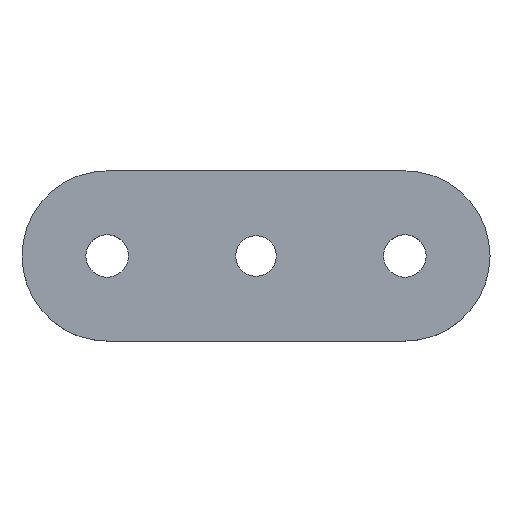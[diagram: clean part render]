
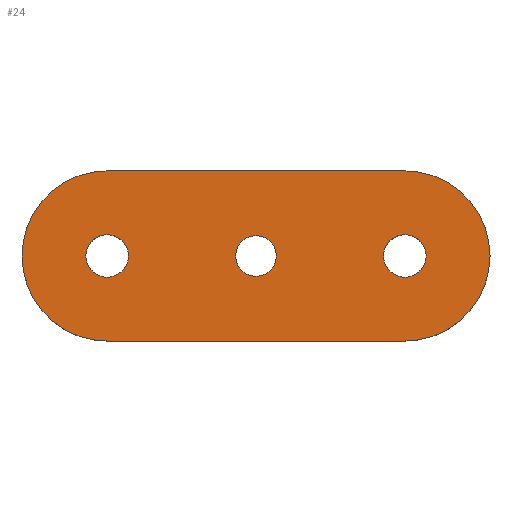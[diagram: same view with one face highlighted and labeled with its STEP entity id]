
A CAD part, top view. The second image highlights one B-rep face of the part: STEP entity #24.
In plain terms, the highlighted planar face has unit normal (0, 0, 1).
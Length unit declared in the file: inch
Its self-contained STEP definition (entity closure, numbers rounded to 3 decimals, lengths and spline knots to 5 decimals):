
#15 = EDGE_LOOP ( 'NONE', ( #126, #297 ) ) ;
#18 = VERTEX_POINT ( 'NONE', #450 ) ;
#22 = AXIS2_PLACEMENT_3D ( 'NONE', #214, #254, #64 ) ;
#24 = ADVANCED_FACE ( 'NONE', ( #294, #376, #256, #99 ), #173, .T. ) ;
#30 = CARTESIAN_POINT ( 'NONE',  ( -0.55118, 0., 0.09 ) ) ;
#33 = VERTEX_POINT ( 'NONE', #296 ) ;
#42 = CIRCLE ( 'NONE', #329, 0.07874 ) ;
#54 = VERTEX_POINT ( 'NONE', #98 ) ;
#59 = EDGE_CURVE ( 'NONE', #128, #33, #119, .T. ) ;
#64 = DIRECTION ( 'NONE',  ( 1., 0., 0. ) ) ;
#66 = VECTOR ( 'NONE', #144, 39.37008 ) ;
#67 = CARTESIAN_POINT ( 'NONE',  ( 0., 0., 0.09 ) ) ;
#69 = EDGE_CURVE ( 'NONE', #147, #85, #328, .T. ) ;
#77 = EDGE_CURVE ( 'NONE', #54, #191, #284, .T. ) ;
#83 = VERTEX_POINT ( 'NONE', #340 ) ;
#85 = VERTEX_POINT ( 'NONE', #371 ) ;
#91 = DIRECTION ( 'NONE',  ( 1., 0., 0. ) ) ;
#94 = DIRECTION ( 'NONE',  ( 0., 0., 1. ) ) ;
#97 = CARTESIAN_POINT ( 'NONE',  ( -0.55118, 0., 0.09 ) ) ;
#98 = CARTESIAN_POINT ( 'NONE',  ( -0.47244, 0., 0.09 ) ) ;
#99 = FACE_BOUND ( 'NONE', #456, .T. ) ;
#102 = ORIENTED_EDGE ( 'NONE', *, *, #77, .F. ) ;
#105 = DIRECTION ( 'NONE',  ( 0., 0., 1. ) ) ;
#112 = AXIS2_PLACEMENT_3D ( 'NONE', #137, #105, #218 ) ;
#116 = CARTESIAN_POINT ( 'NONE',  ( -0.55118, 0., 0.09 ) ) ;
#119 = CIRCLE ( 'NONE', #179, 0.075 ) ;
#122 = ORIENTED_EDGE ( 'NONE', *, *, #330, .F. ) ;
#126 = ORIENTED_EDGE ( 'NONE', *, *, #217, .F. ) ;
#127 = DIRECTION ( 'NONE',  ( 0., 0., 1. ) ) ;
#128 = VERTEX_POINT ( 'NONE', #183 ) ;
#132 = VERTEX_POINT ( 'NONE', #349 ) ;
#137 = CARTESIAN_POINT ( 'NONE',  ( 0., 0., 0.09 ) ) ;
#141 = AXIS2_PLACEMENT_3D ( 'NONE', #260, #342, #381 ) ;
#143 = ORIENTED_EDGE ( 'NONE', *, *, #69, .T. ) ;
#144 = DIRECTION ( 'NONE',  ( 1., 0., 0. ) ) ;
#147 = VERTEX_POINT ( 'NONE', #187 ) ;
#152 = CARTESIAN_POINT ( 'NONE',  ( 0.47244, 0., 0.09 ) ) ;
#155 = DIRECTION ( 'NONE',  ( 0., 0., 1. ) ) ;
#172 = CIRCLE ( 'NONE', #408, 0.31496 ) ;
#173 = PLANE ( 'NONE',  #112 ) ;
#176 = DIRECTION ( 'NONE',  ( 0., 0., 1. ) ) ;
#179 = AXIS2_PLACEMENT_3D ( 'NONE', #67, #406, #486 ) ;
#183 = CARTESIAN_POINT ( 'NONE',  ( 0.075, 0., 0.09 ) ) ;
#186 = VECTOR ( 'NONE', #269, 39.37008 ) ;
#187 = CARTESIAN_POINT ( 'NONE',  ( -0.86614, 0., 0.09 ) ) ;
#191 = VERTEX_POINT ( 'NONE', #347 ) ;
#200 = DIRECTION ( 'NONE',  ( 1., 0., 0. ) ) ;
#201 = ORIENTED_EDGE ( 'NONE', *, *, #426, .F. ) ;
#214 = CARTESIAN_POINT ( 'NONE',  ( -0.55118, 0., 0.09 ) ) ;
#217 = EDGE_CURVE ( 'NONE', #33, #128, #445, .T. ) ;
#218 = DIRECTION ( 'NONE',  ( 1., 0., 0. ) ) ;
#222 = DIRECTION ( 'NONE',  ( 1., 0., 0. ) ) ;
#226 = AXIS2_PLACEMENT_3D ( 'NONE', #30, #441, #222 ) ;
#246 = VERTEX_POINT ( 'NONE', #500 ) ;
#254 = DIRECTION ( 'NONE',  ( 0., 0., 1. ) ) ;
#256 = FACE_BOUND ( 'NONE', #407, .T. ) ;
#257 = AXIS2_PLACEMENT_3D ( 'NONE', #476, #127, #91 ) ;
#258 = EDGE_CURVE ( 'NONE', #85, #18, #384, .T. ) ;
#260 = CARTESIAN_POINT ( 'NONE',  ( 0., 0., 0.09 ) ) ;
#265 = CIRCLE ( 'NONE', #403, 0.07874 ) ;
#269 = DIRECTION ( 'NONE',  ( 1., 0., 0. ) ) ;
#278 = CARTESIAN_POINT ( 'NONE',  ( 0.55118, 0., 0.09 ) ) ;
#284 = CIRCLE ( 'NONE', #22, 0.07874 ) ;
#294 = FACE_BOUND ( 'NONE', #15, .T. ) ;
#296 = CARTESIAN_POINT ( 'NONE',  ( -0.075, 0., 0.09 ) ) ;
#297 = ORIENTED_EDGE ( 'NONE', *, *, #59, .F. ) ;
#300 = CARTESIAN_POINT ( 'NONE',  ( 0., -0.31496, 0.09 ) ) ;
#314 = DIRECTION ( 'NONE',  ( 1., 0., 0. ) ) ;
#328 = CIRCLE ( 'NONE', #226, 0.31496 ) ;
#329 = AXIS2_PLACEMENT_3D ( 'NONE', #278, #391, #200 ) ;
#330 = EDGE_CURVE ( 'NONE', #132, #246, #463, .T. ) ;
#340 = CARTESIAN_POINT ( 'NONE',  ( 0.62992, 0., 0.09 ) ) ;
#342 = DIRECTION ( 'NONE',  ( 0., 0., 1. ) ) ;
#343 = EDGE_CURVE ( 'NONE', #132, #147, #172, .T. ) ;
#347 = CARTESIAN_POINT ( 'NONE',  ( -0.62992, 0., 0.09 ) ) ;
#349 = CARTESIAN_POINT ( 'NONE',  ( -0.55118, 0.31496, 0.09 ) ) ;
#352 = DIRECTION ( 'NONE',  ( 1., 0., 0. ) ) ;
#359 = EDGE_LOOP ( 'NONE', ( #432, #417, #122, #477, #143 ) ) ;
#360 = AXIS2_PLACEMENT_3D ( 'NONE', #398, #155, #314 ) ;
#370 = DIRECTION ( 'NONE',  ( 1., 0., 0. ) ) ;
#371 = CARTESIAN_POINT ( 'NONE',  ( -0.55118, -0.31496, 0.09 ) ) ;
#375 = EDGE_CURVE ( 'NONE', #18, #246, #415, .T. ) ;
#376 = FACE_OUTER_BOUND ( 'NONE', #359, .T. ) ;
#381 = DIRECTION ( 'NONE',  ( 1., 0., 0. ) ) ;
#384 = LINE ( 'NONE', #300, #66 ) ;
#387 = VERTEX_POINT ( 'NONE', #152 ) ;
#390 = ORIENTED_EDGE ( 'NONE', *, *, #475, .F. ) ;
#391 = DIRECTION ( 'NONE',  ( 0., 0., 1. ) ) ;
#398 = CARTESIAN_POINT ( 'NONE',  ( 0.55118, 0., 0.09 ) ) ;
#403 = AXIS2_PLACEMENT_3D ( 'NONE', #97, #176, #370 ) ;
#406 = DIRECTION ( 'NONE',  ( 0., 0., 1. ) ) ;
#407 = EDGE_LOOP ( 'NONE', ( #390, #102 ) ) ;
#408 = AXIS2_PLACEMENT_3D ( 'NONE', #116, #94, #352 ) ;
#415 = CIRCLE ( 'NONE', #257, 0.31496 ) ;
#417 = ORIENTED_EDGE ( 'NONE', *, *, #375, .T. ) ;
#419 = ORIENTED_EDGE ( 'NONE', *, *, #453, .F. ) ;
#426 = EDGE_CURVE ( 'NONE', #387, #83, #481, .T. ) ;
#432 = ORIENTED_EDGE ( 'NONE', *, *, #258, .T. ) ;
#438 = CARTESIAN_POINT ( 'NONE',  ( 0., 0.31496, 0.09 ) ) ;
#441 = DIRECTION ( 'NONE',  ( 0., 0., 1. ) ) ;
#445 = CIRCLE ( 'NONE', #141, 0.075 ) ;
#450 = CARTESIAN_POINT ( 'NONE',  ( 0.55118, -0.31496, 0.09 ) ) ;
#453 = EDGE_CURVE ( 'NONE', #83, #387, #42, .T. ) ;
#456 = EDGE_LOOP ( 'NONE', ( #201, #419 ) ) ;
#463 = LINE ( 'NONE', #438, #186 ) ;
#475 = EDGE_CURVE ( 'NONE', #191, #54, #265, .T. ) ;
#476 = CARTESIAN_POINT ( 'NONE',  ( 0.55118, 0., 0.09 ) ) ;
#477 = ORIENTED_EDGE ( 'NONE', *, *, #343, .T. ) ;
#481 = CIRCLE ( 'NONE', #360, 0.07874 ) ;
#486 = DIRECTION ( 'NONE',  ( 1., 0., 0. ) ) ;
#500 = CARTESIAN_POINT ( 'NONE',  ( 0.55118, 0.31496, 0.09 ) ) ;
